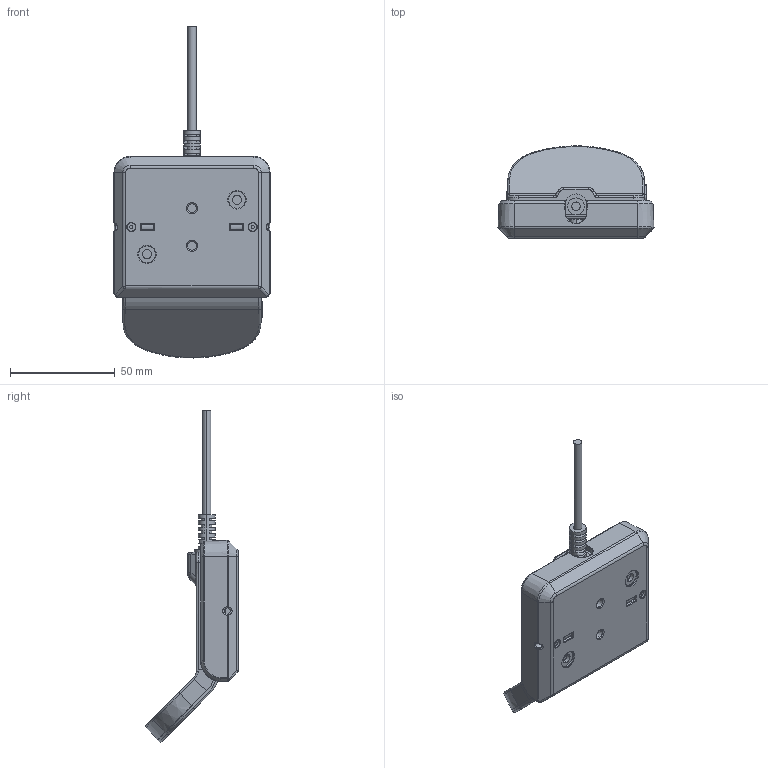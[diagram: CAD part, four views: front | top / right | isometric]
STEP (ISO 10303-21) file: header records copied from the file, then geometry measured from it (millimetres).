
FILE_DESCRIPTION((''),'2;1');
FILE_NAME('JCHT35K6_1_ASM','2020-01-07T09:51:06',('u'),('捷昌驱动'),'CREO PARAMETRIC BY PTC INC, 2018100','CREO PARAMETRIC BY PTC INC, 2018100','');
FILE_SCHEMA(('CONFIG_CONTROL_DESIGN'));
Length unit declared in the file: millimetre
Products named in the file (7): JCHT35K6-Z11; JCHT35K6-BP1201902121; M7K111; JCHT35K6-ZJ11; JCHT35K6-AJ11; JCHT35K6-BPXK1-11; JCHT35K6_1_ASM
Assembly tree (6 placements, depth 2):
  JCHT35K6_1_ASM
    JCHT35K6-Z11
    JCHT35K6-BP1201902121
    M7K111
    JCHT35K6-ZJ11
    JCHT35K6-AJ11
    JCHT35K6-BPXK1-11
Bounding box: 74.55 x 44.16 x 158.64 mm (x, y, z)
Volume: 66725 mm3; surface area: 51172.5 mm2
Topology: 6 solids, 9 shells, 921 faces, 2410 edges, 1517 vertices
Faces by surface type: plane 433, cylinder 256, bspline 119, cone 53, torus 44, sphere 10, extrusion 4, revolution 2
Entity records: 35439 total; most frequent: CARTESIAN_POINT 13691, ORIENTED_EDGE 4788, DIRECTION 4053, EDGE_CURVE 2394, VERTEX_POINT 1517, AXIS2_PLACEMENT_3D 1378, VECTOR 1295, LINE 1291
